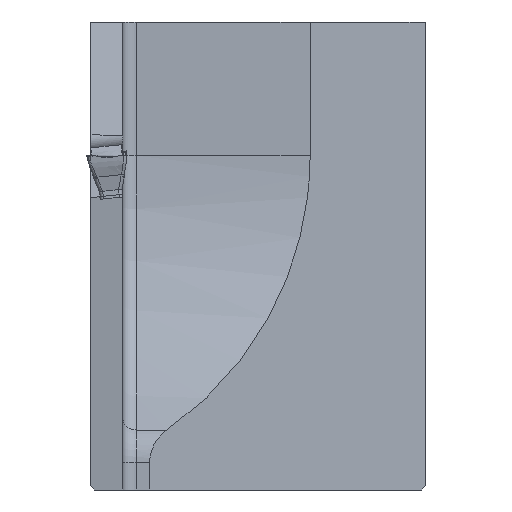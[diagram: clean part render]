
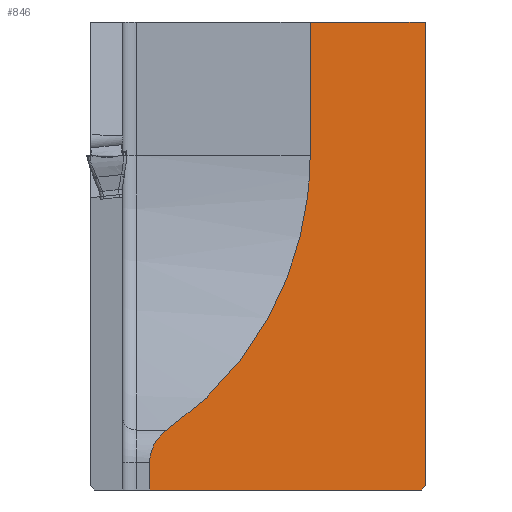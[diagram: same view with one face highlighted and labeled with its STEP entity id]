
A CAD part, left-side view. The second image highlights one B-rep face of the part: STEP entity #846.
In plain terms, the highlighted planar face has unit normal (-0.707, -0.707, 0).
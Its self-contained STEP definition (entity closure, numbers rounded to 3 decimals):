
#846=ADVANCED_FACE('',(#1004),#954,.F.);
#954=PLANE('',#2577);
#1004=FACE_OUTER_BOUND('',#1118,.T.);
#1118=EDGE_LOOP('',(#1373,#1374,#1375,#1376,#1377,#1378,#1379,#1380));
#1205=ELLIPSE('',#2547,4.243,3.);
#1208=ELLIPSE('',#2567,35.355,25.);
#1373=ORIENTED_EDGE('',*,*,#2101,.F.);
#1374=ORIENTED_EDGE('',*,*,#2071,.F.);
#1375=ORIENTED_EDGE('',*,*,#2068,.F.);
#1376=ORIENTED_EDGE('',*,*,#2077,.F.);
#1377=ORIENTED_EDGE('',*,*,#2064,.F.);
#1378=ORIENTED_EDGE('',*,*,#2055,.F.);
#1379=ORIENTED_EDGE('',*,*,#2047,.F.);
#1380=ORIENTED_EDGE('',*,*,#2098,.F.);
#1854=VERTEX_POINT('',#2965);
#1855=VERTEX_POINT('',#2967);
#1861=VERTEX_POINT('',#2983);
#1867=VERTEX_POINT('',#2998);
#1868=VERTEX_POINT('',#3003);
#1871=VERTEX_POINT('',#3008);
#1872=VERTEX_POINT('',#3012);
#1883=VERTEX_POINT('',#3067);
#2047=EDGE_CURVE('',#1854,#1855,#2340,.T.);
#2055=EDGE_CURVE('',#1855,#1861,#2347,.T.);
#2064=EDGE_CURVE('',#1861,#1867,#2356,.T.);
#2068=EDGE_CURVE('',#1871,#1868,#2360,.T.);
#2071=EDGE_CURVE('',#1868,#1872,#1205,.T.);
#2077=EDGE_CURVE('',#1867,#1871,#2367,.T.);
#2098=EDGE_CURVE('',#1883,#1854,#2385,.T.);
#2101=EDGE_CURVE('',#1872,#1883,#1208,.T.);
#2340=LINE('',#2966,#2445);
#2347=LINE('',#2982,#2452);
#2356=LINE('',#3000,#2461);
#2360=LINE('',#3009,#2465);
#2367=LINE('',#3027,#2472);
#2385=LINE('',#3066,#2490);
#2445=VECTOR('',#2663,1.);
#2452=VECTOR('',#2676,1.);
#2461=VECTOR('',#2689,1.);
#2465=VECTOR('',#2695,1.);
#2472=VECTOR('',#2712,1.);
#2490=VECTOR('',#2762,1.);
#2547=AXIS2_PLACEMENT_3D('',#3015,#2701,#2702);
#2567=AXIS2_PLACEMENT_3D('',#3072,#2767,#2768);
#2577=AXIS2_PLACEMENT_3D('',#3082,#2787,#2788);
#2663=DIRECTION('',(0.707,-0.707,0.));
#2676=DIRECTION('',(0.,0.,-1.));
#2689=DIRECTION('',(-0.577,0.577,-0.577));
#2695=DIRECTION('',(0.,0.,1.));
#2701=DIRECTION('',(0.707,0.707,0.));
#2702=DIRECTION('',(-0.707,0.707,0.));
#2712=DIRECTION('',(-0.707,0.707,0.));
#2762=DIRECTION('',(0.,0.,1.));
#2767=DIRECTION('',(-0.707,-0.707,0.));
#2768=DIRECTION('',(-0.707,0.707,0.));
#2787=DIRECTION('',(0.707,0.707,0.));
#2788=DIRECTION('',(0.707,-0.707,0.));
#2965=CARTESIAN_POINT('',(23.,-16.4,10.));
#2966=CARTESIAN_POINT('',(11.,-4.4,10.));
#2967=CARTESIAN_POINT('',(31.6,-25.,10.));
#2982=CARTESIAN_POINT('',(31.6,-25.,-32.));
#2983=CARTESIAN_POINT('',(31.6,-25.,-24.7));
#2998=CARTESIAN_POINT('',(31.3,-24.7,-25.));
#3000=CARTESIAN_POINT('',(15.433,-8.833,-40.867));
#3003=CARTESIAN_POINT('',(11.,-4.4,-22.978));
#3008=CARTESIAN_POINT('',(11.,-4.4,-25.));
#3009=CARTESIAN_POINT('',(11.,-4.4,-32.));
#3012=CARTESIAN_POINT('',(12.286,-5.686,-20.516));
#3015=CARTESIAN_POINT('',(14.,-7.4,-22.978));
#3027=CARTESIAN_POINT('',(11.,-4.4,-25.));
#3066=CARTESIAN_POINT('',(23.,-16.4,-32.));
#3067=CARTESIAN_POINT('',(23.,-16.4,0.));
#3072=CARTESIAN_POINT('',(-2.,8.6,0.));
#3082=CARTESIAN_POINT('',(11.,-4.4,-32.));
